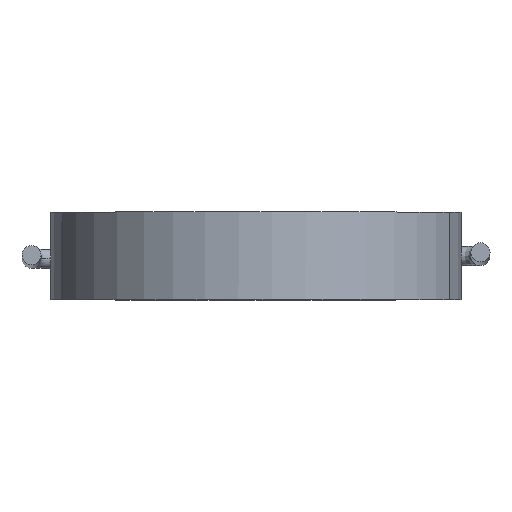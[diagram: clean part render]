
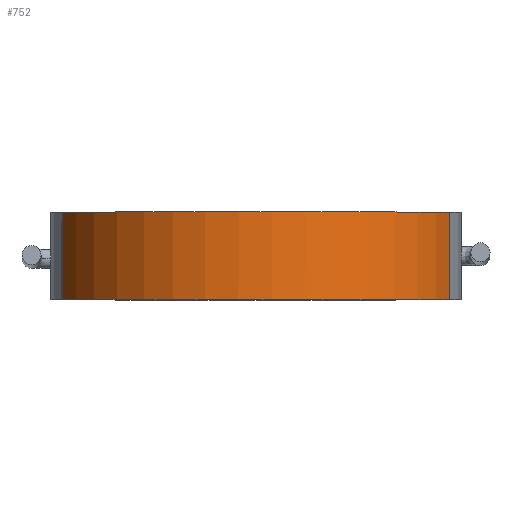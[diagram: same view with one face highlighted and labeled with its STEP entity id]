
A CAD part, top view. The second image highlights one B-rep face of the part: STEP entity #752.
In plain terms, the highlighted cylindrical face has radius 7.5 mm (diameter 15 mm), a partial arc.
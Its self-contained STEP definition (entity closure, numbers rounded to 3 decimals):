
#8 = CARTESIAN_POINT ( 'NONE',  ( 0., 3.2, 0. ) ) ;
#10 = VERTEX_POINT ( 'NONE', #936 ) ;
#15 = DIRECTION ( 'NONE',  ( 0., 0., 1. ) ) ;
#92 = VERTEX_POINT ( 'NONE', #719 ) ;
#125 = DIRECTION ( 'NONE',  ( 0., 0., -1. ) ) ;
#130 = CARTESIAN_POINT ( 'NONE',  ( 0., 3.2, 0. ) ) ;
#137 = CARTESIAN_POINT ( 'NONE',  ( 7.072, 3.2, 2.496 ) ) ;
#227 = CARTESIAN_POINT ( 'NONE',  ( 7.072, 0., 2.496 ) ) ;
#247 = CARTESIAN_POINT ( 'NONE',  ( 0., 0., 0. ) ) ;
#339 = VERTEX_POINT ( 'NONE', #227 ) ;
#364 = EDGE_CURVE ( 'NONE', #10, #339, #732, .T. ) ;
#388 = AXIS2_PLACEMENT_3D ( 'NONE', #8, #713, #125 ) ;
#481 = DIRECTION ( 'NONE',  ( 0., 1., 0. ) ) ;
#537 = CARTESIAN_POINT ( 'NONE',  ( -7.087, 3.2, 2.454 ) ) ;
#541 = B_SPLINE_CURVE_WITH_KNOTS ( 'NONE', 3,
 ( #537, #1273, #1268, #1041 ),
 .UNSPECIFIED., .F., .F.,
 ( 4, 4 ),
 ( 0., 0.003 ),
 .UNSPECIFIED. ) ;
#559 = ORIENTED_EDGE ( 'NONE', *, *, #364, .T. ) ;
#595 = DIRECTION ( 'NONE',  ( 0., 0., 1. ) ) ;
#640 = LINE ( 'NONE', #137, #1305 ) ;
#660 = CYLINDRICAL_SURFACE ( 'NONE', #388, 7.5 ) ;
#707 = DIRECTION ( 'NONE',  ( 0., 1., 0. ) ) ;
#713 = DIRECTION ( 'NONE',  ( 0., -1., 0. ) ) ;
#719 = CARTESIAN_POINT ( 'NONE',  ( -7.087, 3.2, 2.454 ) ) ;
#732 = CIRCLE ( 'NONE', #804, 7.5 ) ;
#752 = ADVANCED_FACE ( 'NONE', ( #1440 ), #660, .T. ) ;
#766 = EDGE_CURVE ( 'NONE', #1487, #339, #640, .T. ) ;
#775 = CIRCLE ( 'NONE', #824, 7.5 ) ;
#804 = AXIS2_PLACEMENT_3D ( 'NONE', #247, #481, #15 ) ;
#824 = AXIS2_PLACEMENT_3D ( 'NONE', #130, #707, #595 ) ;
#925 = ORIENTED_EDGE ( 'NONE', *, *, #766, .F. ) ;
#936 = CARTESIAN_POINT ( 'NONE',  ( -7.088, 0., 2.451 ) ) ;
#1015 = EDGE_CURVE ( 'NONE', #92, #10, #541, .T. ) ;
#1041 = CARTESIAN_POINT ( 'NONE',  ( -7.088, 0., 2.451 ) ) ;
#1087 = DIRECTION ( 'NONE',  ( 0., -1., 0. ) ) ;
#1268 = CARTESIAN_POINT ( 'NONE',  ( -7.088, 1.067, 2.452 ) ) ;
#1273 = CARTESIAN_POINT ( 'NONE',  ( -7.088, 2.133, 2.453 ) ) ;
#1305 = VECTOR ( 'NONE', #1087, 1000. ) ;
#1311 = EDGE_LOOP ( 'NONE', ( #1339, #1499, #559, #925 ) ) ;
#1327 = EDGE_CURVE ( 'NONE', #92, #1487, #775, .T. ) ;
#1339 = ORIENTED_EDGE ( 'NONE', *, *, #1327, .F. ) ;
#1440 = FACE_OUTER_BOUND ( 'NONE', #1311, .T. ) ;
#1471 = CARTESIAN_POINT ( 'NONE',  ( 7.072, 3.2, 2.496 ) ) ;
#1487 = VERTEX_POINT ( 'NONE', #1471 ) ;
#1499 = ORIENTED_EDGE ( 'NONE', *, *, #1015, .T. ) ;
